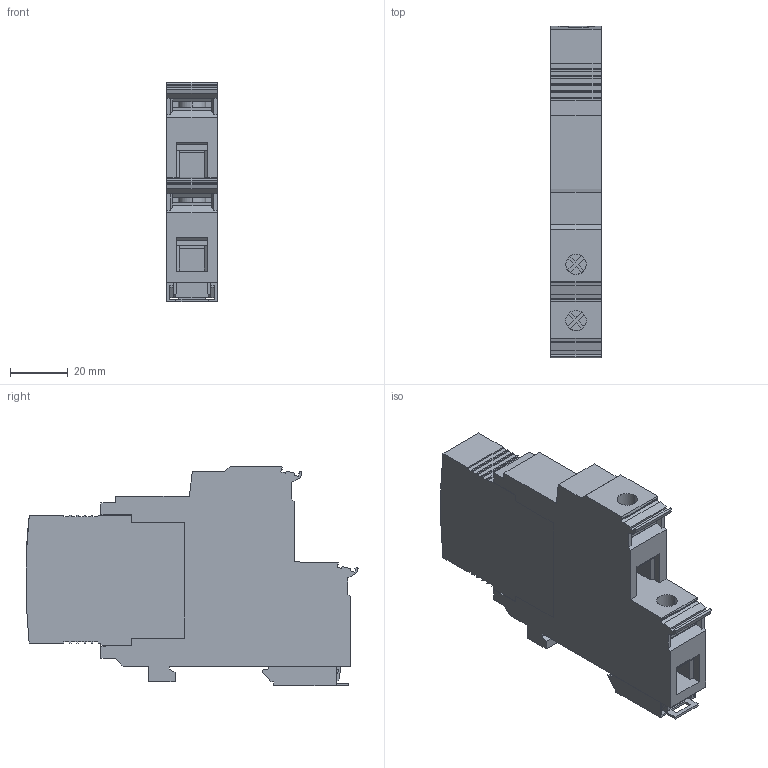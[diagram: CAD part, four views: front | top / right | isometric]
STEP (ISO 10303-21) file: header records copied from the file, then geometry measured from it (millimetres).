
FILE_DESCRIPTION(('Creo Elements/Direct Modeling STEP Export'),'2;1');
FILE_NAME('model.stp','2018-01-29T10:18:59',(''),(''),'Creo Elements/Direct Modeling STEP processor for AP214 (Solid Model)','Creo Elements/Direct Modeling 18.1I 14-Aug-2016 (C) Parametric Technology GmbH','');
FILE_SCHEMA(('AUTOMOTIVE_DESIGN { 1 0 10303 214 1 1 1 1 }'));
Length unit declared in the file: millimetre
Products named in the file (2): VAL_MS_T1_T2_48_12.5_O-select
Assembly tree (1 placements, depth 2):
  VAL_MS_T1_T2_48_12.5_O-select
    VAL_MS_T1_T2_48_12.5_O-select
Bounding box: 17.6 x 115.21 x 76 mm (x, y, z)
Volume: 105537.4 mm3; surface area: 24255.9 mm2
Topology: 1 solids, 1 shells, 270 faces, 790 edges, 525 vertices
Faces by surface type: plane 257, cylinder 11, extrusion 2
Entity records: 11298 total; most frequent: CARTESIAN_POINT 2009, ORIENTED_EDGE 1580, DIRECTION 1297, EDGE_CURVE 790, VECTOR 725, LINE 723, VERTEX_POINT 525, AXIS2_PLACEMENT_3D 286
